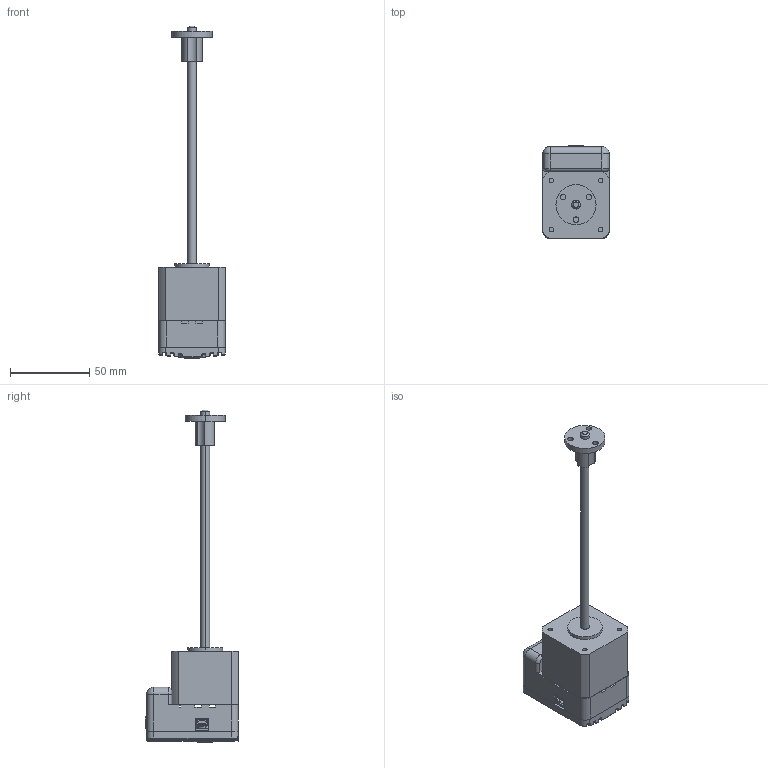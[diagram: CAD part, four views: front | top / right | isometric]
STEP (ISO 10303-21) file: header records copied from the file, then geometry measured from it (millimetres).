
FILE_DESCRIPTION (( 'STEP AP214' ), '1' );
FILE_NAME ('AMETEK-E43HGN-2.33-6-PTFE-M3.STEP', '2022-08-30T08:59:31', ( '' ), ( '' ), 'SwSTEP 2.0', 'SolidWorks 2022', '' );
FILE_SCHEMA (( 'AUTOMOTIVE_DESIGN' ));
Length unit declared in the file: inch
Products named in the file (19): 26-2200; Enc_J2; Enc_Board; 42-784_91843A109; Main_Board; 43000_External_Linear_Nut; Main_PCB_Partstream; 33-580; Main_J2_Conn_Tyco_C-284512-2; 28-354_Partstream; Enc_J1; 43000_External_Linear_IDEA; Enc_J2_Conn_USB_UX60-MB-5ST; IDEA_Partstream_USB; AMETEK-E43HGN-2.33-6-PTFE-M3; Comm_PCB_Partstream; Main_j2; Enc_J1_Conn_Hirose_DF3A-10P-2DS
Assembly tree (18 placements, depth 5):
  AMETEK-E43HGN-2.33-6-PTFE-M3
    43000_External_Linear_IDEA
    43000_External_Linear_Nut
    IDEA_Partstream_USB
      28-354_Partstream
        28-354_Partstream
        33-580
      Comm_PCB_Partstream
        Enc_J1
          Enc_J1_Conn_Hirose_DF3A-10P-2DS
        Enc_J2
          Enc_J2_Conn_USB_UX60-MB-5ST
        Enc_Board
      Main_PCB_Partstream
        Main_j2
          Main_J2_Conn_Tyco_C-284512-2
        Main_Board
      26-2200
      42-784_91843A109
Bounding box: 42.2 x 58.88 x 209.77 mm (x, y, z)
Volume: 89321.3 mm3; surface area: 46694.4 mm2
Topology: 11 solids, 11 shells, 1896 faces, 4864 edges, 2973 vertices
Faces by surface type: plane 817, cylinder 616, bspline 276, torus 111, cone 60, sphere 16
Entity records: 67531 total; most frequent: CARTESIAN_POINT 21809, ORIENTED_EDGE 9568, DIRECTION 8729, EDGE_CURVE 4784, AXIS2_PLACEMENT_3D 3022, VERTEX_POINT 2971, VECTOR 2685, LINE 2685
